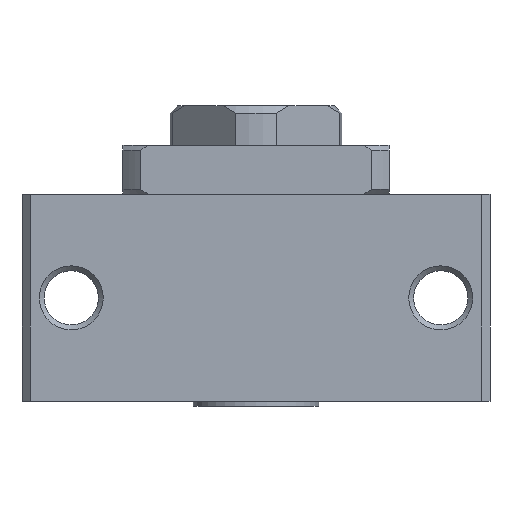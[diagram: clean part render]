
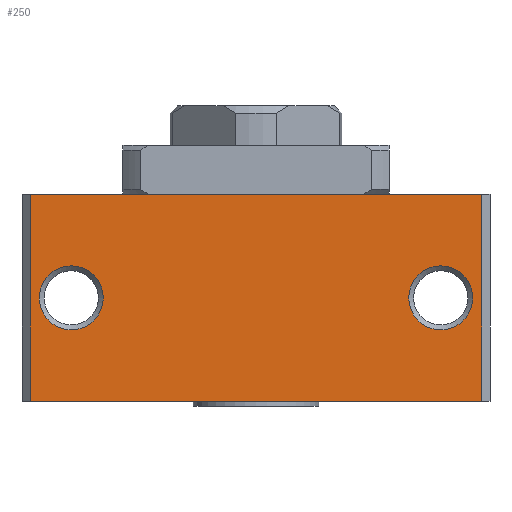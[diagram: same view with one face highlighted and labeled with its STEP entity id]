
A CAD part, front view. The second image highlights one B-rep face of the part: STEP entity #250.
In plain terms, the highlighted planar face has unit normal (0, -1, 0).
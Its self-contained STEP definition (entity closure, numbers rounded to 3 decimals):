
#250 = ADVANCED_FACE( '', ( #515, #516, #517 ), #518, .T. );
#515 = FACE_BOUND( '', #848, .T. );
#516 = FACE_BOUND( '', #849, .T. );
#517 = FACE_OUTER_BOUND( '', #850, .T. );
#518 = PLANE( '', #851 );
#848 = EDGE_LOOP( '', ( #1538 ) );
#849 = EDGE_LOOP( '', ( #1539 ) );
#850 = EDGE_LOOP( '', ( #1540, #1541, #1542, #1543 ) );
#851 = AXIS2_PLACEMENT_3D( '', #1544, #1545, #1546 );
#1538 = ORIENTED_EDGE( '', *, *, #2170, .F. );
#1539 = ORIENTED_EDGE( '', *, *, #2169, .F. );
#1540 = ORIENTED_EDGE( '', *, *, #2177, .F. );
#1541 = ORIENTED_EDGE( '', *, *, #2176, .F. );
#1542 = ORIENTED_EDGE( '', *, *, #2178, .T. );
#1543 = ORIENTED_EDGE( '', *, *, #2179, .T. );
#1544 = CARTESIAN_POINT( '', ( -45.82, -30., -42. ) );
#1545 = DIRECTION( '', ( 0., -1., 0. ) );
#1546 = DIRECTION( '', ( 0., 0., -1. ) );
#2169 = EDGE_CURVE( '', #2630, #2630, #2631, .T. );
#2170 = EDGE_CURVE( '', #2632, #2632, #2633, .T. );
#2176 = EDGE_CURVE( '', #2643, #2639, #2645, .T. );
#2177 = EDGE_CURVE( '', #2639, #2646, #2647, .T. );
#2178 = EDGE_CURVE( '', #2643, #2648, #2649, .T. );
#2179 = EDGE_CURVE( '', #2648, #2646, #2650, .T. );
#2630 = VERTEX_POINT( '', #3399 );
#2631 = CIRCLE( '', #3400, 6.5 );
#2632 = VERTEX_POINT( '', #3401 );
#2633 = CIRCLE( '', #3402, 6.5 );
#2639 = VERTEX_POINT( '', #3408 );
#2643 = VERTEX_POINT( '', #3414 );
#2645 = LINE( '', #3417, #3418 );
#2646 = VERTEX_POINT( '', #3419 );
#2647 = LINE( '', #3420, #3421 );
#2648 = VERTEX_POINT( '', #3422 );
#2649 = LINE( '', #3423, #3424 );
#2650 = LINE( '', #3425, #3426 );
#3399 = CARTESIAN_POINT( '', ( -37.5, -30., -27.5 ) );
#3400 = AXIS2_PLACEMENT_3D( '', #3933, #3934, #3935 );
#3401 = CARTESIAN_POINT( '', ( 37.5, -30., -27.5 ) );
#3402 = AXIS2_PLACEMENT_3D( '', #3936, #3937, #3938 );
#3408 = CARTESIAN_POINT( '', ( -45.82, -30., 0. ) );
#3414 = CARTESIAN_POINT( '', ( -45.82, -30., -42. ) );
#3417 = CARTESIAN_POINT( '', ( -45.82, -30., -42. ) );
#3418 = VECTOR( '', #3948, 1000. );
#3419 = CARTESIAN_POINT( '', ( 45.82, -30., 0. ) );
#3420 = CARTESIAN_POINT( '', ( -45.82, -30., 0. ) );
#3421 = VECTOR( '', #3949, 1000. );
#3422 = CARTESIAN_POINT( '', ( 45.82, -30., -42. ) );
#3423 = CARTESIAN_POINT( '', ( -45.82, -30., -42. ) );
#3424 = VECTOR( '', #3950, 1000. );
#3425 = CARTESIAN_POINT( '', ( 45.82, -30., -42. ) );
#3426 = VECTOR( '', #3951, 1000. );
#3933 = CARTESIAN_POINT( '', ( -37.5, -30., -21. ) );
#3934 = DIRECTION( '', ( 0., -1., 0. ) );
#3935 = DIRECTION( '', ( 0., 0., -1. ) );
#3936 = CARTESIAN_POINT( '', ( 37.5, -30., -21. ) );
#3937 = DIRECTION( '', ( 0., -1., 0. ) );
#3938 = DIRECTION( '', ( 0., 0., -1. ) );
#3948 = DIRECTION( '', ( 0., 0., 1. ) );
#3949 = DIRECTION( '', ( 1., 0., 0. ) );
#3950 = DIRECTION( '', ( 1., 0., 0. ) );
#3951 = DIRECTION( '', ( 0., 0., 1. ) );
